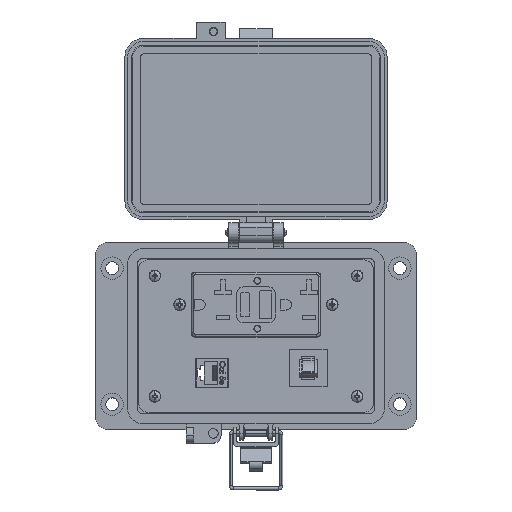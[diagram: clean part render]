
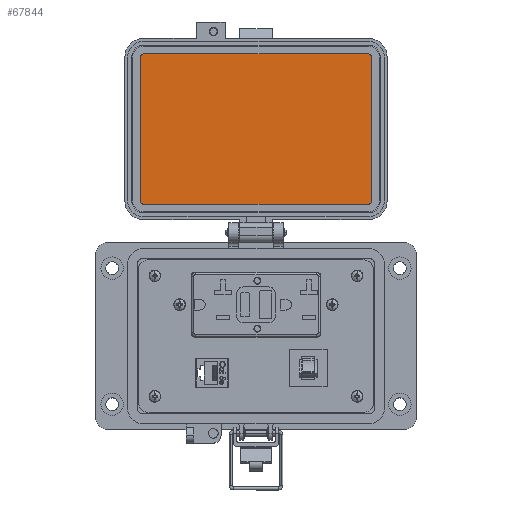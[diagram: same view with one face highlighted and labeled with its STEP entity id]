
A CAD part, top view. The second image highlights one B-rep face of the part: STEP entity #67844.
In plain terms, the highlighted planar face has unit normal (0, 0, 1).
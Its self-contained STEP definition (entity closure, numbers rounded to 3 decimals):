
#242 = CARTESIAN_POINT ( 'NONE',  ( -57.72, 143.334, 8.694 ) ) ;
#3024 = DIRECTION ( 'NONE',  ( -1., 0., 0. ) ) ;
#4193 = VERTEX_POINT ( 'NONE', #63107 ) ;
#4466 = EDGE_CURVE ( 'NONE', #18973, #10010, #45822, .T. ) ;
#6684 = CIRCLE ( 'NONE', #61613, 1.785 ) ;
#7525 = VECTOR ( 'NONE', #28096, 1000. ) ;
#8392 = CARTESIAN_POINT ( 'NONE',  ( -57.72, 69.55, 8.694 ) ) ;
#8549 = EDGE_LOOP ( 'NONE', ( #13263, #68823, #55532, #86801, #8637, #10966, #27446, #92654 ) ) ;
#8637 = ORIENTED_EDGE ( 'NONE', *, *, #86220, .F. ) ;
#9576 = DIRECTION ( 'NONE',  ( 0., 0., -1. ) ) ;
#10010 = VERTEX_POINT ( 'NONE', #25175 ) ;
#10966 = ORIENTED_EDGE ( 'NONE', *, *, #30049, .F. ) ;
#13092 = AXIS2_PLACEMENT_3D ( 'NONE', #13786, #43191, #57878 ) ;
#13152 = VERTEX_POINT ( 'NONE', #57487 ) ;
#13263 = ORIENTED_EDGE ( 'NONE', *, *, #44725, .F. ) ;
#13427 = CARTESIAN_POINT ( 'NONE',  ( 57.717, 145.119, 8.694 ) ) ;
#13786 = CARTESIAN_POINT ( 'NONE',  ( 57.717, 69.55, 8.694 ) ) ;
#14921 = DIRECTION ( 'NONE',  ( 0., 0., -1. ) ) ;
#16030 = VECTOR ( 'NONE', #98169, 1000. ) ;
#16479 = DIRECTION ( 'NONE',  ( 0., 0., -1. ) ) ;
#18973 = VERTEX_POINT ( 'NONE', #37891 ) ;
#22191 = LINE ( 'NONE', #37875, #16030 ) ;
#23323 = CARTESIAN_POINT ( 'NONE',  ( 57.717, 143.334, 8.694 ) ) ;
#25175 = CARTESIAN_POINT ( 'NONE',  ( 57.717, 145.119, 8.694 ) ) ;
#26462 = EDGE_CURVE ( 'NONE', #4193, #54277, #68553, .T. ) ;
#27446 = ORIENTED_EDGE ( 'NONE', *, *, #40093, .F. ) ;
#27905 = FACE_OUTER_BOUND ( 'NONE', #8549, .T. ) ;
#28096 = DIRECTION ( 'NONE',  ( 0., 1., 0. ) ) ;
#29387 = PLANE ( 'NONE',  #66880 ) ;
#30049 = EDGE_CURVE ( 'NONE', #65462, #13152, #22191, .T. ) ;
#34913 = LINE ( 'NONE', #50599, #86623 ) ;
#36490 = VERTEX_POINT ( 'NONE', #86745 ) ;
#37875 = CARTESIAN_POINT ( 'NONE',  ( 59.502, 69.55, 8.694 ) ) ;
#37891 = CARTESIAN_POINT ( 'NONE',  ( -57.72, 145.119, 8.694 ) ) ;
#40093 = EDGE_CURVE ( 'NONE', #10010, #65462, #82762, .T. ) ;
#40477 = DIRECTION ( 'NONE',  ( 0., -1., 0. ) ) ;
#43191 = DIRECTION ( 'NONE',  ( 0., 0., -1. ) ) ;
#44725 = EDGE_CURVE ( 'NONE', #54277, #18973, #61271, .T. ) ;
#45822 = LINE ( 'NONE', #13427, #77272 ) ;
#46394 = CARTESIAN_POINT ( 'NONE',  ( -59.505, 143.334, 8.694 ) ) ;
#48809 = CARTESIAN_POINT ( 'NONE',  ( 59.502, 143.334, 8.694 ) ) ;
#49410 = EDGE_CURVE ( 'NONE', #36490, #4193, #6684, .T. ) ;
#50599 = CARTESIAN_POINT ( 'NONE',  ( -57.72, 67.765, 8.694 ) ) ;
#51563 = AXIS2_PLACEMENT_3D ( 'NONE', #242, #14921, #93399 ) ;
#51893 = CIRCLE ( 'NONE', #13092, 1.785 ) ;
#53912 = DIRECTION ( 'NONE',  ( 1., 0., 0. ) ) ;
#54277 = VERTEX_POINT ( 'NONE', #46394 ) ;
#55532 = ORIENTED_EDGE ( 'NONE', *, *, #49410, .F. ) ;
#56329 = CARTESIAN_POINT ( 'NONE',  ( 57.717, 67.765, 8.694 ) ) ;
#57487 = CARTESIAN_POINT ( 'NONE',  ( 59.502, 69.55, 8.694 ) ) ;
#57878 = DIRECTION ( 'NONE',  ( 0., -1., 0. ) ) ;
#58775 = DIRECTION ( 'NONE',  ( 0., 0., 1. ) ) ;
#61271 = CIRCLE ( 'NONE', #51563, 1.785 ) ;
#61613 = AXIS2_PLACEMENT_3D ( 'NONE', #8392, #16479, #79231 ) ;
#63107 = CARTESIAN_POINT ( 'NONE',  ( -59.505, 69.55, 8.694 ) ) ;
#65462 = VERTEX_POINT ( 'NONE', #48809 ) ;
#66880 = AXIS2_PLACEMENT_3D ( 'NONE', #83051, #58775, #89702 ) ;
#67844 = ADVANCED_FACE ( 'NONE', ( #27905 ), #29387, .T. ) ;
#68201 = AXIS2_PLACEMENT_3D ( 'NONE', #23323, #9576, #40477 ) ;
#68553 = LINE ( 'NONE', #97495, #7525 ) ;
#68823 = ORIENTED_EDGE ( 'NONE', *, *, #26462, .F. ) ;
#70499 = EDGE_CURVE ( 'NONE', #97118, #36490, #34913, .T. ) ;
#77272 = VECTOR ( 'NONE', #53912, 1000. ) ;
#79231 = DIRECTION ( 'NONE',  ( 0., -1., 0. ) ) ;
#82762 = CIRCLE ( 'NONE', #68201, 1.785 ) ;
#83051 = CARTESIAN_POINT ( 'NONE',  ( -30.745, 145.119, 8.694 ) ) ;
#86220 = EDGE_CURVE ( 'NONE', #13152, #97118, #51893, .T. ) ;
#86623 = VECTOR ( 'NONE', #3024, 1000. ) ;
#86745 = CARTESIAN_POINT ( 'NONE',  ( -57.72, 67.765, 8.694 ) ) ;
#86801 = ORIENTED_EDGE ( 'NONE', *, *, #70499, .F. ) ;
#89702 = DIRECTION ( 'NONE',  ( 0., -1., 0. ) ) ;
#92654 = ORIENTED_EDGE ( 'NONE', *, *, #4466, .F. ) ;
#93399 = DIRECTION ( 'NONE',  ( 0., -1., 0. ) ) ;
#97118 = VERTEX_POINT ( 'NONE', #56329 ) ;
#97495 = CARTESIAN_POINT ( 'NONE',  ( -59.505, 143.334, 8.694 ) ) ;
#98169 = DIRECTION ( 'NONE',  ( 0., -1., 0. ) ) ;
